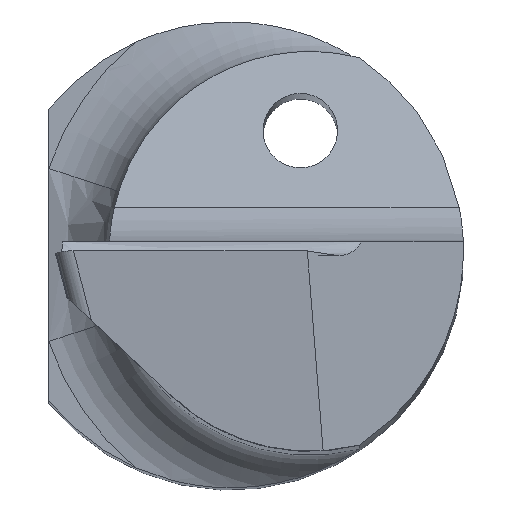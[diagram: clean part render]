
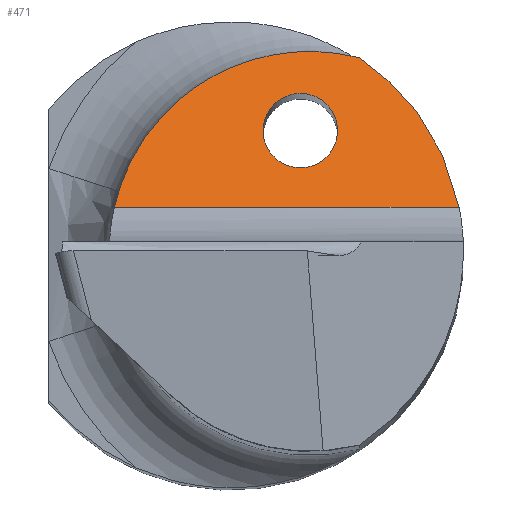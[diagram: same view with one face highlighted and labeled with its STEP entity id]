
A CAD part, top view. The second image highlights one B-rep face of the part: STEP entity #471.
In plain terms, the highlighted planar face has unit normal (0, 0.766, 0.643).
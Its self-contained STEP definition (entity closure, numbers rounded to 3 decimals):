
#33 = VECTOR ( 'NONE', #950, 1000. ) ;
#46 = ORIENTED_EDGE ( 'NONE', *, *, #142, .F. ) ;
#48 =( BOUNDED_CURVE ( )  B_SPLINE_CURVE ( 3, ( #253, #630, #711, #559, #97, #936, #189 ),
 .UNSPECIFIED., .T., .F. ) 
 B_SPLINE_CURVE_WITH_KNOTS ( ( 4, 3, 4 ),
 ( 0., 3.142, 6.283 ),
 .UNSPECIFIED. ) 
 CURVE ( )  GEOMETRIC_REPRESENTATION_ITEM ( )  RATIONAL_B_SPLINE_CURVE ( ( 1., 0.333, 0.333, 1., 0.333, 0.333, 1. ) ) 
 REPRESENTATION_ITEM ( '' )  );
#50 = CARTESIAN_POINT ( 'NONE',  ( 0.75, 1.699, 34.594 ) ) ;
#72 = CARTESIAN_POINT ( 'NONE',  ( 0.135, 2.402, 33.757 ) ) ;
#87 = AXIS2_PLACEMENT_3D ( 'NONE', #452, #775, #978 ) ;
#97 = CARTESIAN_POINT ( 'NONE',  ( -0.05, 0.899, 35.548 ) ) ;
#99 = FACE_OUTER_BOUND ( 'NONE', #946, .T. ) ;
#104 = LINE ( 'NONE', #780, #33 ) ;
#116 = VERTEX_POINT ( 'NONE', #916 ) ;
#141 = CARTESIAN_POINT ( 'NONE',  ( -1.247, 0.474, 36.054 ) ) ;
#142 = EDGE_CURVE ( 'NONE', #379, #191, #104, .T. ) ;
#189 = CARTESIAN_POINT ( 'NONE',  ( 0.75, 1.699, 34.594 ) ) ;
#191 = VERTEX_POINT ( 'NONE', #883 ) ;
#196 = CARTESIAN_POINT ( 'NONE',  ( 1.949, 1.707, 34.585 ) ) ;
#243 = PLANE ( 'NONE',  #87 ) ;
#244 = EDGE_LOOP ( 'NONE', ( #303 ) ) ;
#253 = CARTESIAN_POINT ( 'NONE',  ( 0.75, 1.699, 34.594 ) ) ;
#270 = ORIENTED_EDGE ( 'NONE', *, *, #655, .T. ) ;
#284 = CARTESIAN_POINT ( 'NONE',  ( 2.455, 0.474, 36.054 ) ) ;
#303 = ORIENTED_EDGE ( 'NONE', *, *, #971, .T. ) ;
#332 = CARTESIAN_POINT ( 'NONE',  ( 2.455, 0.474, 36.054 ) ) ;
#372 = FACE_BOUND ( 'NONE', #244, .T. ) ;
#379 = VERTEX_POINT ( 'NONE', #284 ) ;
#452 = CARTESIAN_POINT ( 'NONE',  ( 2.5, 0.474, 36.054 ) ) ;
#471 = ADVANCED_FACE ( 'NONE', ( #372, #99 ), #243, .F. ) ;
#519 = CARTESIAN_POINT ( 'NONE',  ( 1.382, 2.083, 34.137 ) ) ;
#559 = CARTESIAN_POINT ( 'NONE',  ( 0.75, 0.899, 35.548 ) ) ;
#622 = VERTEX_POINT ( 'NONE', #50 ) ;
#630 = CARTESIAN_POINT ( 'NONE',  ( 1.55, 1.699, 34.594 ) ) ;
#655 = EDGE_CURVE ( 'NONE', #379, #116, #749, .T. ) ;
#698 = EDGE_CURVE ( 'NONE', #116, #191, #958, .T. ) ;
#711 = CARTESIAN_POINT ( 'NONE',  ( 1.55, 0.899, 35.548 ) ) ;
#730 = CARTESIAN_POINT ( 'NONE',  ( -0.963, 1.73, 34.558 ) ) ;
#749 =( BOUNDED_CURVE ( )  B_SPLINE_CURVE ( 3, ( #332, #869, #196, #800 ),
 .UNSPECIFIED., .F., .T. ) 
 B_SPLINE_CURVE_WITH_KNOTS ( ( 4, 4 ),
 ( 4.903, 5.697 ),
 .UNSPECIFIED. ) 
 CURVE ( )  GEOMETRIC_REPRESENTATION_ITEM ( )  RATIONAL_B_SPLINE_CURVE ( ( 1., 0.948, 0.948, 1. ) ) 
 REPRESENTATION_ITEM ( '' )  );
#760 = ORIENTED_EDGE ( 'NONE', *, *, #698, .T. ) ;
#775 = DIRECTION ( 'NONE',  ( 0., -0.766, -0.643 ) ) ;
#780 = CARTESIAN_POINT ( 'NONE',  ( 2.5, 0.474, 36.054 ) ) ;
#800 = CARTESIAN_POINT ( 'NONE',  ( 1.382, 2.083, 34.137 ) ) ;
#869 = CARTESIAN_POINT ( 'NONE',  ( 2.326, 1.142, 35.259 ) ) ;
#883 = CARTESIAN_POINT ( 'NONE',  ( -1.247, 0.474, 36.054 ) ) ;
#916 = CARTESIAN_POINT ( 'NONE',  ( 1.382, 2.083, 34.137 ) ) ;
#936 = CARTESIAN_POINT ( 'NONE',  ( -0.05, 1.699, 34.594 ) ) ;
#946 = EDGE_LOOP ( 'NONE', ( #46, #270, #760 ) ) ;
#950 = DIRECTION ( 'NONE',  ( -1., 0., 0. ) ) ;
#958 =( BOUNDED_CURVE ( )  B_SPLINE_CURVE ( 3, ( #519, #72, #730, #141 ),
 .UNSPECIFIED., .F., .T. ) 
 B_SPLINE_CURVE_WITH_KNOTS ( ( 4, 4 ),
 ( 6.033, 7.632 ),
 .UNSPECIFIED. ) 
 CURVE ( )  GEOMETRIC_REPRESENTATION_ITEM ( )  RATIONAL_B_SPLINE_CURVE ( ( 1., 0.798, 0.798, 1. ) ) 
 REPRESENTATION_ITEM ( '' )  );
#971 = EDGE_CURVE ( 'NONE', #622, #622, #48, .T. ) ;
#978 = DIRECTION ( 'NONE',  ( 0., 0.643, -0.766 ) ) ;
